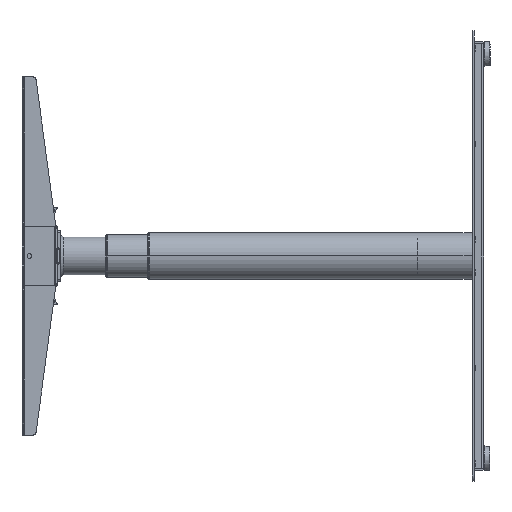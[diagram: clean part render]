
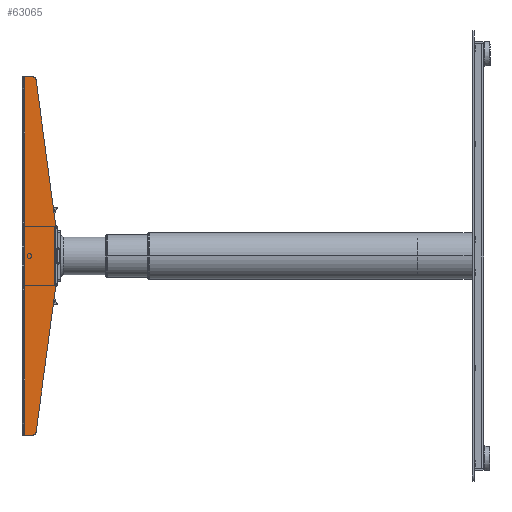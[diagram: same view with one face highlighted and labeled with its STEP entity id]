
A CAD part, left-side view. The second image highlights one B-rep face of the part: STEP entity #63065.
In plain terms, the highlighted planar face has unit normal (-1, 0, 0).
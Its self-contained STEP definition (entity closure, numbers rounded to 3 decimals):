
#2410 = CARTESIAN_POINT ( 'NONE',  ( -600., 701.5, 270. ) ) ;
#2426 = VERTEX_POINT ( 'NONE', #45953 ) ;
#4263 = CARTESIAN_POINT ( 'NONE',  ( -600., 705., 270. ) ) ;
#4562 = LINE ( 'NONE', #40179, #7305 ) ;
#5215 = AXIS2_PLACEMENT_3D ( 'NONE', #19990, #46457, #50890 ) ;
#5309 = VECTOR ( 'NONE', #12017, 1000. ) ;
#5925 = VERTEX_POINT ( 'NONE', #52679 ) ;
#6280 = CARTESIAN_POINT ( 'NONE',  ( -600., 701.5, 51.6 ) ) ;
#7305 = VECTOR ( 'NONE', #15733, 1000. ) ;
#7398 = VECTOR ( 'NONE', #66712, 1000. ) ;
#7490 = VERTEX_POINT ( 'NONE', #65276 ) ;
#7600 = ORIENTED_EDGE ( 'NONE', *, *, #37267, .F. ) ;
#7682 = CIRCLE ( 'NONE', #47784, 5. ) ;
#8839 = ORIENTED_EDGE ( 'NONE', *, *, #56217, .T. ) ;
#9538 = DIRECTION ( 'NONE',  ( -1., 0., 0. ) ) ;
#10663 = LINE ( 'NONE', #15082, #60491 ) ;
#12017 = DIRECTION ( 'NONE',  ( 0., -0.134, -0.991 ) ) ;
#12051 = DIRECTION ( 'NONE',  ( 0., 0., -1. ) ) ;
#12838 = EDGE_CURVE ( 'NONE', #27075, #66680, #31963, .T. ) ;
#13824 = VERTEX_POINT ( 'NONE', #19023 ) ;
#14554 = CARTESIAN_POINT ( 'NONE',  ( -600., 684.416, 265.668 ) ) ;
#15082 = CARTESIAN_POINT ( 'NONE',  ( -600., 701.5, 270. ) ) ;
#15089 = VECTOR ( 'NONE', #32631, 1000. ) ;
#15103 = DIRECTION ( 'NONE',  ( 0., 0., 1. ) ) ;
#15733 = DIRECTION ( 'NONE',  ( 0., 0.134, -0.991 ) ) ;
#17382 = CARTESIAN_POINT ( 'NONE',  ( -600., 685., 270. ) ) ;
#18086 = CARTESIAN_POINT ( 'NONE',  ( -600., 701.5, -270. ) ) ;
#19023 = CARTESIAN_POINT ( 'NONE',  ( -600., 701.5, 51.1 ) ) ;
#19107 = CARTESIAN_POINT ( 'NONE',  ( -600., 705., -270. ) ) ;
#19954 = EDGE_CURVE ( 'NONE', #25995, #66890, #44233, .T. ) ;
#19990 = CARTESIAN_POINT ( 'NONE',  ( -600., 689.371, 265. ) ) ;
#20245 = CARTESIAN_POINT ( 'NONE',  ( -600., 689.371, -270. ) ) ;
#21368 = VECTOR ( 'NONE', #39812, 1000. ) ;
#23346 = EDGE_CURVE ( 'NONE', #27075, #13824, #24686, .T. ) ;
#23465 = ORIENTED_EDGE ( 'NONE', *, *, #49050, .F. ) ;
#23965 = PLANE ( 'NONE',  #34285 ) ;
#24686 = LINE ( 'NONE', #45375, #31281 ) ;
#25995 = VERTEX_POINT ( 'NONE', #20245 ) ;
#26240 = CARTESIAN_POINT ( 'NONE',  ( -600., 684.416, -265.668 ) ) ;
#26419 = VECTOR ( 'NONE', #43182, 1000. ) ;
#26900 = CIRCLE ( 'NONE', #5215, 5. ) ;
#27075 = VERTEX_POINT ( 'NONE', #2410 ) ;
#27217 = ORIENTED_EDGE ( 'NONE', *, *, #50248, .T. ) ;
#28795 = VERTEX_POINT ( 'NONE', #14554 ) ;
#30950 = EDGE_LOOP ( 'NONE', ( #60541, #8839, #23465, #7600, #52713, #40731, #41668, #56611, #55499, #65451, #54749, #27217 ) ) ;
#31281 = VECTOR ( 'NONE', #56566, 1000. ) ;
#31963 = LINE ( 'NONE', #17382, #15089 ) ;
#32631 = DIRECTION ( 'NONE',  ( 0., -1., 0. ) ) ;
#33327 = CARTESIAN_POINT ( 'NONE',  ( -600., 701.5, 270. ) ) ;
#34200 = EDGE_CURVE ( 'NONE', #13824, #5925, #63291, .T. ) ;
#34285 = AXIS2_PLACEMENT_3D ( 'NONE', #4263, #39554, #15103 ) ;
#35463 = FACE_OUTER_BOUND ( 'NONE', #30950, .T. ) ;
#37267 = EDGE_CURVE ( 'NONE', #51774, #7490, #40883, .T. ) ;
#37443 = CARTESIAN_POINT ( 'NONE',  ( -600., 689.371, 270. ) ) ;
#38431 = EDGE_CURVE ( 'NONE', #28795, #66680, #26900, .T. ) ;
#38562 = EDGE_CURVE ( 'NONE', #2426, #66286, #48139, .T. ) ;
#39281 = EDGE_CURVE ( 'NONE', #28795, #51774, #40190, .T. ) ;
#39554 = DIRECTION ( 'NONE',  ( -1., 0., 0. ) ) ;
#39812 = DIRECTION ( 'NONE',  ( 0., 1., 0. ) ) ;
#40179 = CARTESIAN_POINT ( 'NONE',  ( -600., 685., -270. ) ) ;
#40190 = LINE ( 'NONE', #60902, #5309 ) ;
#40731 = ORIENTED_EDGE ( 'NONE', *, *, #38431, .T. ) ;
#40883 = LINE ( 'NONE', #61940, #7398 ) ;
#41668 = ORIENTED_EDGE ( 'NONE', *, *, #12838, .F. ) ;
#42358 = CARTESIAN_POINT ( 'NONE',  ( -600., 701.5, -51.6 ) ) ;
#43182 = DIRECTION ( 'NONE',  ( 0., 0., -1. ) ) ;
#43516 = LINE ( 'NONE', #33327, #26419 ) ;
#44233 = LINE ( 'NONE', #19107, #21368 ) ;
#45375 = CARTESIAN_POINT ( 'NONE',  ( -600., 701.5, 270. ) ) ;
#45953 = CARTESIAN_POINT ( 'NONE',  ( -600., 701.5, -51.1 ) ) ;
#46457 = DIRECTION ( 'NONE',  ( -1., 0., 0. ) ) ;
#47784 = AXIS2_PLACEMENT_3D ( 'NONE', #61794, #9538, #66559 ) ;
#48139 = LINE ( 'NONE', #42358, #66980 ) ;
#49050 = EDGE_CURVE ( 'NONE', #7490, #58592, #4562, .T. ) ;
#50248 = EDGE_CURVE ( 'NONE', #2426, #66890, #10663, .T. ) ;
#50890 = DIRECTION ( 'NONE',  ( 0., 0., 1. ) ) ;
#50892 = CARTESIAN_POINT ( 'NONE',  ( -600., 701.5, -10.5 ) ) ;
#51774 = VERTEX_POINT ( 'NONE', #56410 ) ;
#52564 = DIRECTION ( 'NONE',  ( 0., 0., 1. ) ) ;
#52679 = CARTESIAN_POINT ( 'NONE',  ( -600., 701.5, 10.5 ) ) ;
#52713 = ORIENTED_EDGE ( 'NONE', *, *, #39281, .F. ) ;
#54749 = ORIENTED_EDGE ( 'NONE', *, *, #38562, .F. ) ;
#55499 = ORIENTED_EDGE ( 'NONE', *, *, #34200, .T. ) ;
#56217 = EDGE_CURVE ( 'NONE', #25995, #58592, #7682, .T. ) ;
#56410 = CARTESIAN_POINT ( 'NONE',  ( -600., 655., 47.5 ) ) ;
#56566 = DIRECTION ( 'NONE',  ( 0., 0., -1. ) ) ;
#56611 = ORIENTED_EDGE ( 'NONE', *, *, #23346, .T. ) ;
#58592 = VERTEX_POINT ( 'NONE', #26240 ) ;
#58694 = EDGE_CURVE ( 'NONE', #5925, #66286, #43516, .T. ) ;
#60491 = VECTOR ( 'NONE', #66347, 1000. ) ;
#60541 = ORIENTED_EDGE ( 'NONE', *, *, #19954, .F. ) ;
#60902 = CARTESIAN_POINT ( 'NONE',  ( -600., 655., 47.5 ) ) ;
#61794 = CARTESIAN_POINT ( 'NONE',  ( -600., 689.371, -265. ) ) ;
#61940 = CARTESIAN_POINT ( 'NONE',  ( -600., 655., -47.5 ) ) ;
#63065 = ADVANCED_FACE ( 'NONE', ( #35463 ), #23965, .T. ) ;
#63291 = LINE ( 'NONE', #6280, #64565 ) ;
#64565 = VECTOR ( 'NONE', #12051, 1000. ) ;
#65276 = CARTESIAN_POINT ( 'NONE',  ( -600., 655., -47.5 ) ) ;
#65451 = ORIENTED_EDGE ( 'NONE', *, *, #58694, .T. ) ;
#66286 = VERTEX_POINT ( 'NONE', #50892 ) ;
#66347 = DIRECTION ( 'NONE',  ( 0., 0., -1. ) ) ;
#66559 = DIRECTION ( 'NONE',  ( 0., 0., 1. ) ) ;
#66680 = VERTEX_POINT ( 'NONE', #37443 ) ;
#66712 = DIRECTION ( 'NONE',  ( 0., 0., -1. ) ) ;
#66890 = VERTEX_POINT ( 'NONE', #18086 ) ;
#66980 = VECTOR ( 'NONE', #52564, 1000. ) ;
